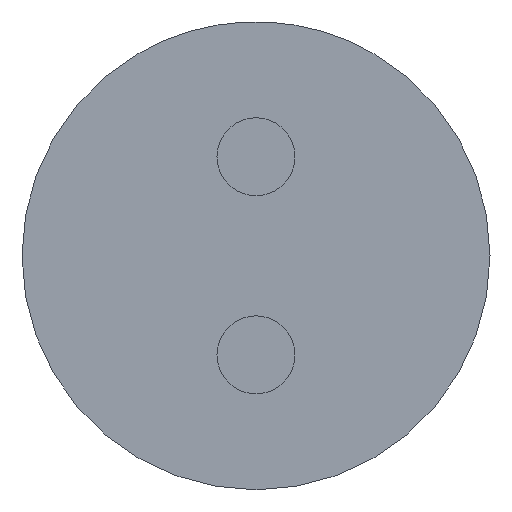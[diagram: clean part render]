
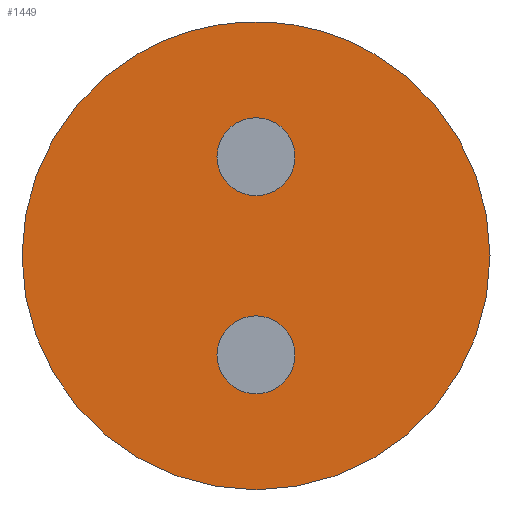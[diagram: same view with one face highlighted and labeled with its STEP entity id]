
A CAD part, front view. The second image highlights one B-rep face of the part: STEP entity #1449.
In plain terms, the highlighted planar face has unit normal (0, -1, 0).
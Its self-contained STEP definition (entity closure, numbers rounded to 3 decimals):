
#18=FACE_BOUND('',#481,.T.);
#19=FACE_BOUND('',#482,.T.);
#37=PLANE('',#1638);
#385=FACE_OUTER_BOUND('',#480,.T.);
#480=EDGE_LOOP('',(#1246,#1247,#1248,#1249,#1250,#1251,#1252));
#481=EDGE_LOOP('',(#1253));
#482=EDGE_LOOP('',(#1254));
#547=CIRCLE('',#1602,3.);
#552=CIRCLE('',#1611,3.);
#556=CIRCLE('',#1618,3.);
#558=CIRCLE('',#1621,3.);
#559=CIRCLE('',#1623,3.);
#562=CIRCLE('',#1627,0.5);
#564=CIRCLE('',#1631,0.5);
#565=CIRCLE('',#1634,3.);
#566=CIRCLE('',#1635,3.);
#656=VERTEX_POINT('',#2651);
#657=VERTEX_POINT('',#2653);
#666=VERTEX_POINT('',#2678);
#670=VERTEX_POINT('',#2692);
#672=VERTEX_POINT('',#2697);
#673=VERTEX_POINT('',#2702);
#676=VERTEX_POINT('',#2710);
#678=VERTEX_POINT('',#2716);
#679=VERTEX_POINT('',#2720);
#840=EDGE_CURVE('',#657,#656,#547,.T.);
#852=EDGE_CURVE('',#666,#657,#552,.T.);
#860=EDGE_CURVE('',#656,#670,#556,.T.);
#863=EDGE_CURVE('',#672,#666,#558,.T.);
#864=EDGE_CURVE('',#673,#672,#559,.T.);
#868=EDGE_CURVE('',#676,#676,#562,.T.);
#870=EDGE_CURVE('',#678,#678,#564,.T.);
#871=EDGE_CURVE('',#679,#673,#565,.T.);
#872=EDGE_CURVE('',#670,#679,#566,.T.);
#1246=ORIENTED_EDGE('',*,*,#871,.T.);
#1247=ORIENTED_EDGE('',*,*,#864,.T.);
#1248=ORIENTED_EDGE('',*,*,#863,.T.);
#1249=ORIENTED_EDGE('',*,*,#852,.T.);
#1250=ORIENTED_EDGE('',*,*,#840,.T.);
#1251=ORIENTED_EDGE('',*,*,#860,.T.);
#1252=ORIENTED_EDGE('',*,*,#872,.T.);
#1253=ORIENTED_EDGE('',*,*,#868,.T.);
#1254=ORIENTED_EDGE('',*,*,#870,.T.);
#1449=ADVANCED_FACE('',(#385,#18,#19),#37,.F.);
#1602=AXIS2_PLACEMENT_3D('',#2654,#2013,#2014);
#1611=AXIS2_PLACEMENT_3D('',#2679,#2038,#2039);
#1618=AXIS2_PLACEMENT_3D('',#2694,#2056,#2057);
#1621=AXIS2_PLACEMENT_3D('',#2700,#2063,#2064);
#1623=AXIS2_PLACEMENT_3D('',#2703,#2067,#2068);
#1627=AXIS2_PLACEMENT_3D('',#2711,#2076,#2077);
#1631=AXIS2_PLACEMENT_3D('',#2717,#2084,#2085);
#1634=AXIS2_PLACEMENT_3D('',#2721,#2090,#2091);
#1635=AXIS2_PLACEMENT_3D('',#2722,#2092,#2093);
#1638=AXIS2_PLACEMENT_3D('',#2726,#2098,#2099);
#2013=DIRECTION('center_axis',(0.,-1.,0.));
#2014=DIRECTION('ref_axis',(1.,0.,0.));
#2038=DIRECTION('center_axis',(0.,-1.,0.));
#2039=DIRECTION('ref_axis',(1.,0.,0.));
#2056=DIRECTION('center_axis',(0.,-1.,0.));
#2057=DIRECTION('ref_axis',(1.,0.,0.));
#2063=DIRECTION('center_axis',(0.,-1.,0.));
#2064=DIRECTION('ref_axis',(1.,0.,0.));
#2067=DIRECTION('center_axis',(0.,-1.,0.));
#2068=DIRECTION('ref_axis',(1.,0.,0.));
#2076=DIRECTION('center_axis',(0.,1.,0.));
#2077=DIRECTION('ref_axis',(-1.,0.,0.));
#2084=DIRECTION('center_axis',(0.,1.,0.));
#2085=DIRECTION('ref_axis',(-1.,0.,0.));
#2090=DIRECTION('center_axis',(0.,-1.,0.));
#2091=DIRECTION('ref_axis',(1.,0.,0.));
#2092=DIRECTION('center_axis',(0.,-1.,0.));
#2093=DIRECTION('ref_axis',(1.,0.,0.));
#2098=DIRECTION('center_axis',(0.,1.,0.));
#2099=DIRECTION('ref_axis',(0.,0.,1.));
#2651=CARTESIAN_POINT('',(-0.5,0.,2.958));
#2653=CARTESIAN_POINT('',(0.5,0.,2.958));
#2654=CARTESIAN_POINT('Origin',(0.,0.,0.));
#2678=CARTESIAN_POINT('',(1.5,0.,2.598));
#2679=CARTESIAN_POINT('Origin',(0.,0.,0.));
#2692=CARTESIAN_POINT('',(-1.5,0.,2.598));
#2694=CARTESIAN_POINT('Origin',(0.,0.,0.));
#2697=CARTESIAN_POINT('',(1.5,0.,-2.598));
#2700=CARTESIAN_POINT('Origin',(0.,0.,0.));
#2702=CARTESIAN_POINT('',(-1.5,0.,-2.598));
#2703=CARTESIAN_POINT('Origin',(0.,0.,0.));
#2710=CARTESIAN_POINT('',(0.5,0.,1.27));
#2711=CARTESIAN_POINT('Origin',(0.,0.,1.27));
#2716=CARTESIAN_POINT('',(0.5,0.,-1.27));
#2717=CARTESIAN_POINT('Origin',(0.,0.,-1.27));
#2720=CARTESIAN_POINT('',(-3.,0.,0.));
#2721=CARTESIAN_POINT('Origin',(0.,0.,0.));
#2722=CARTESIAN_POINT('Origin',(0.,0.,0.));
#2726=CARTESIAN_POINT('Origin',(0.,0.,0.));
